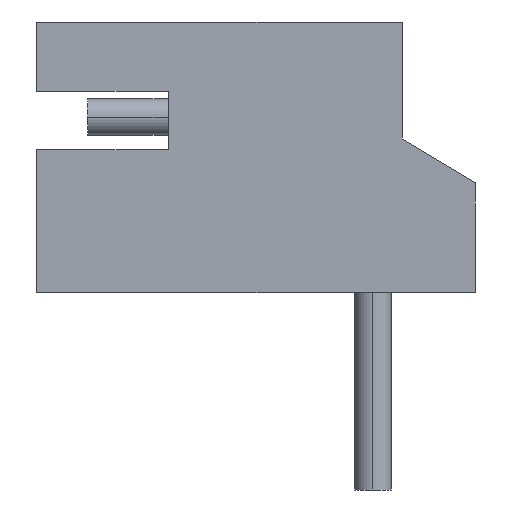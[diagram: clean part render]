
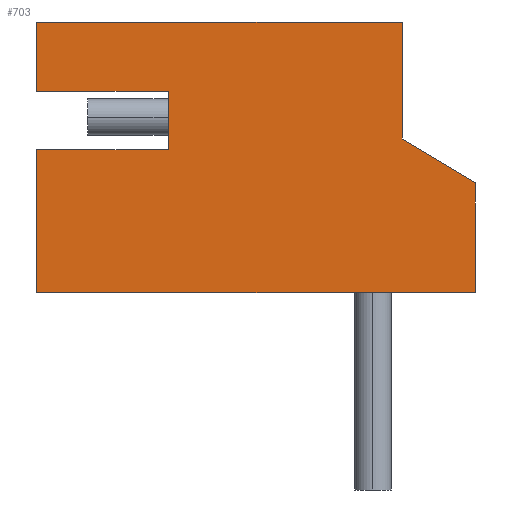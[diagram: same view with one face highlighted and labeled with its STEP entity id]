
A CAD part, left-side view. The second image highlights one B-rep face of the part: STEP entity #703.
In plain terms, the highlighted planar face has unit normal (-1, 0, 0).
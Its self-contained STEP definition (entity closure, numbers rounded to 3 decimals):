
#143=CARTESIAN_POINT('',(-6.,-0.4,2.1));
#144=VERTEX_POINT('',#143);
#239=CARTESIAN_POINT('',(-6.,-0.4,3.7));
#240=VERTEX_POINT('',#239);
#247=CARTESIAN_POINT('',(-6.,-0.4,3.7));
#248=DIRECTION('',(0.0,0.0,-1.0));
#249=VECTOR('',#248,1.6);
#250=LINE('',#247,#249);
#251=EDGE_CURVE('',#240,#144,#250,.T.);
#350=CARTESIAN_POINT('',(-6.,-1.4,0.));
#351=VERTEX_POINT('',#350);
#352=CARTESIAN_POINT('',(-6.,4.6,0.));
#353=VERTEX_POINT('',#352);
#354=CARTESIAN_POINT('',(-6.,-1.4,0.));
#355=DIRECTION('',(0.0,1.0,0.0));
#356=VECTOR('',#355,6.);
#357=LINE('',#354,#356);
#358=EDGE_CURVE('',#351,#353,#357,.T.);
#502=CARTESIAN_POINT('',(-6.,4.6,3.7));
#503=VERTEX_POINT('',#502);
#510=CARTESIAN_POINT('',(-6.,4.6,3.7));
#511=DIRECTION('',(0.0,-1.0,0.0));
#512=VECTOR('',#511,5.);
#513=LINE('',#510,#512);
#514=EDGE_CURVE('',#503,#240,#513,.T.);
#641=CARTESIAN_POINT('',(-6.,-1.7,-0.185));
#642=DIRECTION('',(-1.0,0.0,0.0));
#643=DIRECTION('',(0.0,-1.0,0.0));
#644=AXIS2_PLACEMENT_3D('',#641,#642,#643);
#645=PLANE('',#644);
#646=CARTESIAN_POINT('',(-6.,4.6,2.75));
#647=VERTEX_POINT('',#646);
#648=CARTESIAN_POINT('',(-6.,2.8,2.75));
#649=VERTEX_POINT('',#648);
#650=CARTESIAN_POINT('',(-6.,4.6,2.75));
#651=DIRECTION('',(0.0,-1.0,0.0));
#652=VECTOR('',#651,1.8);
#653=LINE('',#650,#652);
#654=EDGE_CURVE('',#647,#649,#653,.T.);
#655=ORIENTED_EDGE('',*,*,#654,.T.);
#656=CARTESIAN_POINT('',(-6.,2.8,1.95));
#657=VERTEX_POINT('',#656);
#658=CARTESIAN_POINT('',(-6.,2.8,2.75));
#659=DIRECTION('',(0.0,0.0,-1.0));
#660=VECTOR('',#659,0.8);
#661=LINE('',#658,#660);
#662=EDGE_CURVE('',#649,#657,#661,.T.);
#663=ORIENTED_EDGE('',*,*,#662,.T.);
#664=CARTESIAN_POINT('',(-6.,4.6,1.95));
#665=VERTEX_POINT('',#664);
#666=CARTESIAN_POINT('',(-6.,2.8,1.95));
#667=DIRECTION('',(0.0,1.0,0.0));
#668=VECTOR('',#667,1.8);
#669=LINE('',#666,#668);
#670=EDGE_CURVE('',#657,#665,#669,.T.);
#671=ORIENTED_EDGE('',*,*,#670,.T.);
#672=CARTESIAN_POINT('',(-6.,4.6,0.));
#673=DIRECTION('',(0.0,0.0,1.0));
#674=VECTOR('',#673,1.95);
#675=LINE('',#672,#674);
#676=EDGE_CURVE('',#353,#665,#675,.T.);
#677=ORIENTED_EDGE('',*,*,#676,.F.);
#678=ORIENTED_EDGE('',*,*,#358,.F.);
#679=CARTESIAN_POINT('',(-6.,-1.4,1.5));
#680=VERTEX_POINT('',#679);
#681=CARTESIAN_POINT('',(-6.,-1.4,1.5));
#682=DIRECTION('',(0.0,0.0,-1.0));
#683=VECTOR('',#682,1.5);
#684=LINE('',#681,#683);
#685=EDGE_CURVE('',#680,#351,#684,.T.);
#686=ORIENTED_EDGE('',*,*,#685,.F.);
#687=CARTESIAN_POINT('',(-6.,-0.4,2.1));
#688=DIRECTION('',(0.,-0.857,-0.514));
#689=VECTOR('',#688,1.166);
#690=LINE('',#687,#689);
#691=EDGE_CURVE('',#144,#680,#690,.T.);
#692=ORIENTED_EDGE('',*,*,#691,.F.);
#693=ORIENTED_EDGE('',*,*,#251,.F.);
#694=ORIENTED_EDGE('',*,*,#514,.F.);
#695=CARTESIAN_POINT('',(-6.,4.6,2.75));
#696=DIRECTION('',(0.0,0.0,1.0));
#697=VECTOR('',#696,0.95);
#698=LINE('',#695,#697);
#699=EDGE_CURVE('',#647,#503,#698,.T.);
#700=ORIENTED_EDGE('',*,*,#699,.F.);
#701=EDGE_LOOP('',(#655,#663,#671,#677,#678,#686,#692,#693,#694,#700));
#702=FACE_OUTER_BOUND('',#701,.T.);
#703=ADVANCED_FACE('',(#702),#645,.T.);
